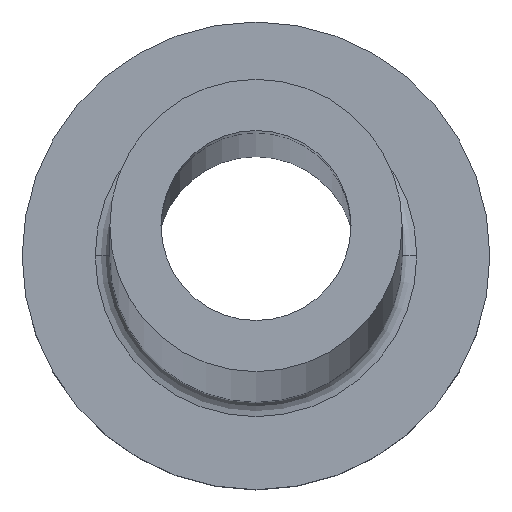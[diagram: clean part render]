
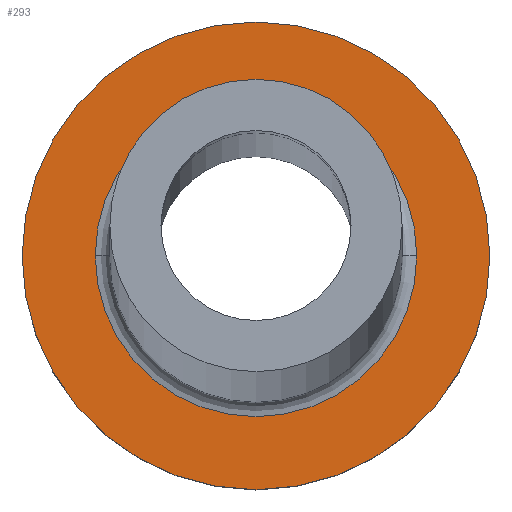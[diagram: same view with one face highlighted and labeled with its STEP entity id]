
A CAD part, top view. The second image highlights one B-rep face of the part: STEP entity #293.
In plain terms, the highlighted planar face has unit normal (0, 0, 1).
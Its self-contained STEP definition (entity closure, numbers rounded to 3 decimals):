
#10 = AXIS2_PLACEMENT_3D ( 'NONE', #48, #41, #432 ) ;
#16 = CARTESIAN_POINT ( 'NONE',  ( 5.5, 0., 5. ) ) ;
#35 = EDGE_CURVE ( 'NONE', #415, #204, #206, .T. ) ;
#39 = EDGE_LOOP ( 'NONE', ( #310, #132 ) ) ;
#41 = DIRECTION ( 'NONE',  ( 0., 0., -1. ) ) ;
#48 = CARTESIAN_POINT ( 'NONE',  ( 0., 0., 5. ) ) ;
#64 = CIRCLE ( 'NONE', #394, 8. ) ;
#87 = AXIS2_PLACEMENT_3D ( 'NONE', #369, #434, #88 ) ;
#88 = DIRECTION ( 'NONE',  ( 1., 0., 0. ) ) ;
#96 = DIRECTION ( 'NONE',  ( 1., 0., 0. ) ) ;
#120 = FACE_BOUND ( 'NONE', #377, .T. ) ;
#132 = ORIENTED_EDGE ( 'NONE', *, *, #35, .T. ) ;
#145 = AXIS2_PLACEMENT_3D ( 'NONE', #373, #161, #233 ) ;
#161 = DIRECTION ( 'NONE',  ( 0., 0., 1. ) ) ;
#173 = CARTESIAN_POINT ( 'NONE',  ( 0., 0., 5. ) ) ;
#183 = EDGE_CURVE ( 'NONE', #437, #228, #209, .T. ) ;
#197 = AXIS2_PLACEMENT_3D ( 'NONE', #173, #319, #460 ) ;
#200 = CIRCLE ( 'NONE', #87, 5.5 ) ;
#204 = VERTEX_POINT ( 'NONE', #255 ) ;
#206 = CIRCLE ( 'NONE', #197, 8. ) ;
#209 = CIRCLE ( 'NONE', #10, 5.5 ) ;
#225 = PLANE ( 'NONE',  #145 ) ;
#228 = VERTEX_POINT ( 'NONE', #294 ) ;
#233 = DIRECTION ( 'NONE',  ( 1., 0., 0. ) ) ;
#255 = CARTESIAN_POINT ( 'NONE',  ( -8., 0., 5. ) ) ;
#261 = FACE_OUTER_BOUND ( 'NONE', #39, .T. ) ;
#262 = EDGE_CURVE ( 'NONE', #228, #437, #200, .T. ) ;
#293 = ADVANCED_FACE ( 'NONE', ( #120, #261 ), #225, .T. ) ;
#294 = CARTESIAN_POINT ( 'NONE',  ( -5.5, 0., 5. ) ) ;
#305 = DIRECTION ( 'NONE',  ( 0., 0., 1. ) ) ;
#310 = ORIENTED_EDGE ( 'NONE', *, *, #370, .T. ) ;
#319 = DIRECTION ( 'NONE',  ( 0., 0., 1. ) ) ;
#356 = ORIENTED_EDGE ( 'NONE', *, *, #183, .T. ) ;
#369 = CARTESIAN_POINT ( 'NONE',  ( 0., 0., 5. ) ) ;
#370 = EDGE_CURVE ( 'NONE', #204, #415, #64, .T. ) ;
#373 = CARTESIAN_POINT ( 'NONE',  ( 0., 0., 5. ) ) ;
#377 = EDGE_LOOP ( 'NONE', ( #356, #387 ) ) ;
#387 = ORIENTED_EDGE ( 'NONE', *, *, #262, .T. ) ;
#394 = AXIS2_PLACEMENT_3D ( 'NONE', #416, #305, #96 ) ;
#415 = VERTEX_POINT ( 'NONE', #418 ) ;
#416 = CARTESIAN_POINT ( 'NONE',  ( 0., 0., 5. ) ) ;
#418 = CARTESIAN_POINT ( 'NONE',  ( 8., 0., 5. ) ) ;
#432 = DIRECTION ( 'NONE',  ( 1., 0., 0. ) ) ;
#434 = DIRECTION ( 'NONE',  ( 0., 0., -1. ) ) ;
#437 = VERTEX_POINT ( 'NONE', #16 ) ;
#460 = DIRECTION ( 'NONE',  ( 1., 0., 0. ) ) ;
